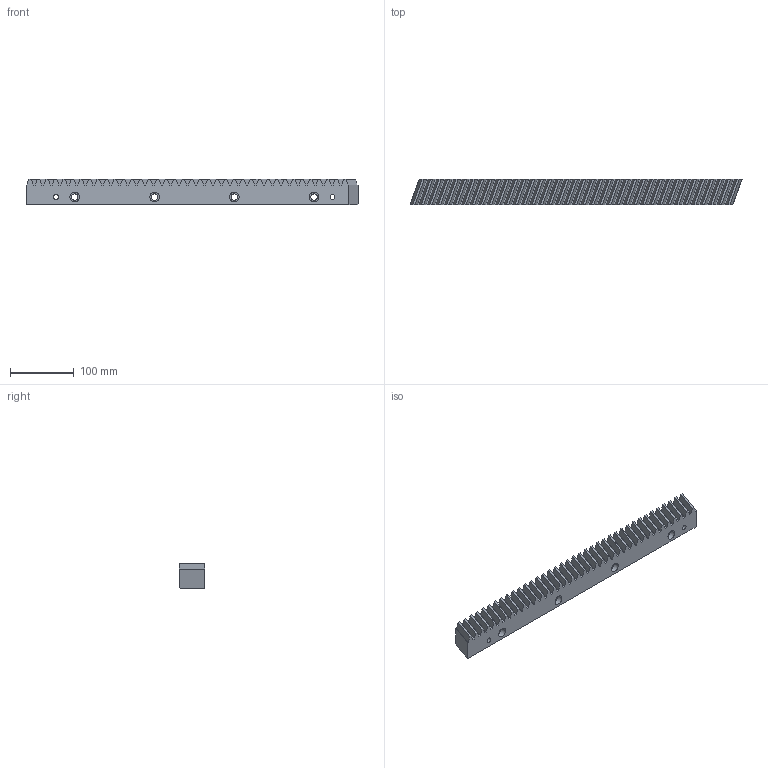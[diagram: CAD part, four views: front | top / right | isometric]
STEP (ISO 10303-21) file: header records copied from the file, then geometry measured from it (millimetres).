
FILE_DESCRIPTION(('STEP AP214'),'1');
FILE_NAME('145-040-205.stp','2017-10-10T14:07:40',('TraceParts'),('TraceParts S.A.'),'Spatial InterOp 3D',' ',' ');
FILE_SCHEMA(('automotive_design'));
Length unit declared in the file: millimetre
Products named in the file (1): 145-040-205
Bounding box: 520.08 x 40 x 39.7 mm (x, y, z)
Volume: 696877.1 mm3; surface area: 105405.5 mm2
Topology: 1 solids, 1 shells, 183 faces, 531 edges, 354 vertices
Faces by surface type: plane 163, cylinder 20
Entity records: 7458 total; most frequent: CARTESIAN_POINT 1069, ORIENTED_EDGE 1062, DIRECTION 939, EDGE_CURVE 531, LINE 491, VECTOR 491, VERTEX_POINT 354, AXIS2_PLACEMENT_3D 224
